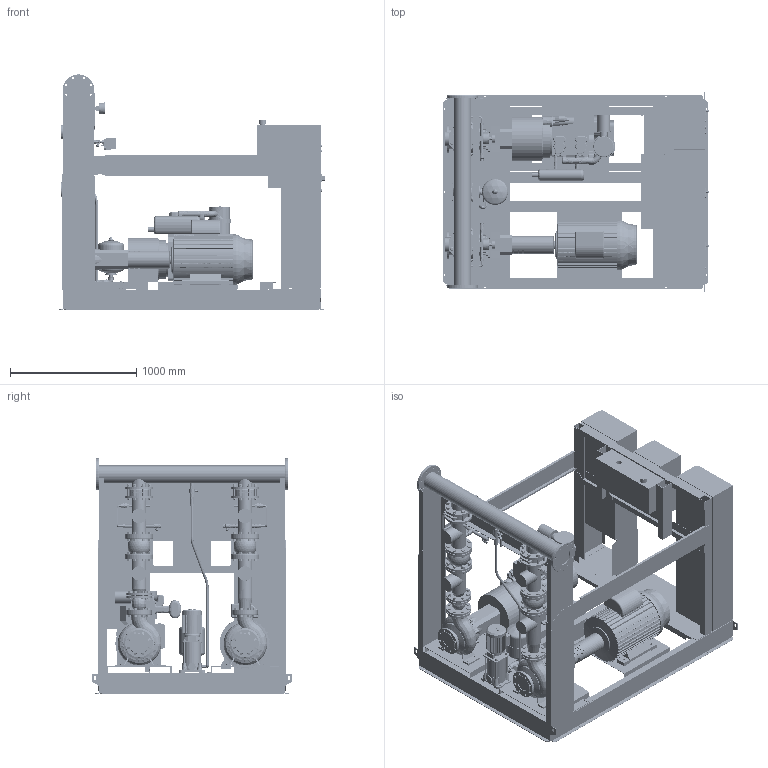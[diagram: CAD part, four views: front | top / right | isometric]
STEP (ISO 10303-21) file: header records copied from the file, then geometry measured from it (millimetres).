
FILE_DESCRIPTION((''),'2;1');
FILE_NAME('3d_Sifire-EN-80_200-192R-30_31.5_0.75EDJ-4184034.stp','2015-05-26T08:10:59',(''),(''),'Mechanical Desktop 2009','Mechanical Desktop 2009',', , ');
FILE_SCHEMA(('CONFIG_CONTROL_DESIGN'));
Length unit declared in the file: millimetre
Products named in the file (1): Product
Bounding box: 2105.5 x 1582 x 1860 mm (x, y, z)
Volume: 641894578.3 mm3; surface area: 42478825.1 mm2
Topology: 353 solids, 353 shells, 7986 faces, 19050 edges, 11951 vertices
Faces by surface type: bspline 2922, plane 2543, cylinder 1367, cone 972, torus 150, sphere 32
Entity records: 256122 total; most frequent: CARTESIAN_POINT 85079, ORIENTED_EDGE 38028, DIRECTION 32028, EDGE_CURVE 19014, VERTEX_POINT 11946, AXIS2_PLACEMENT_3D 11268, VECTOR 9492, LINE 9492
